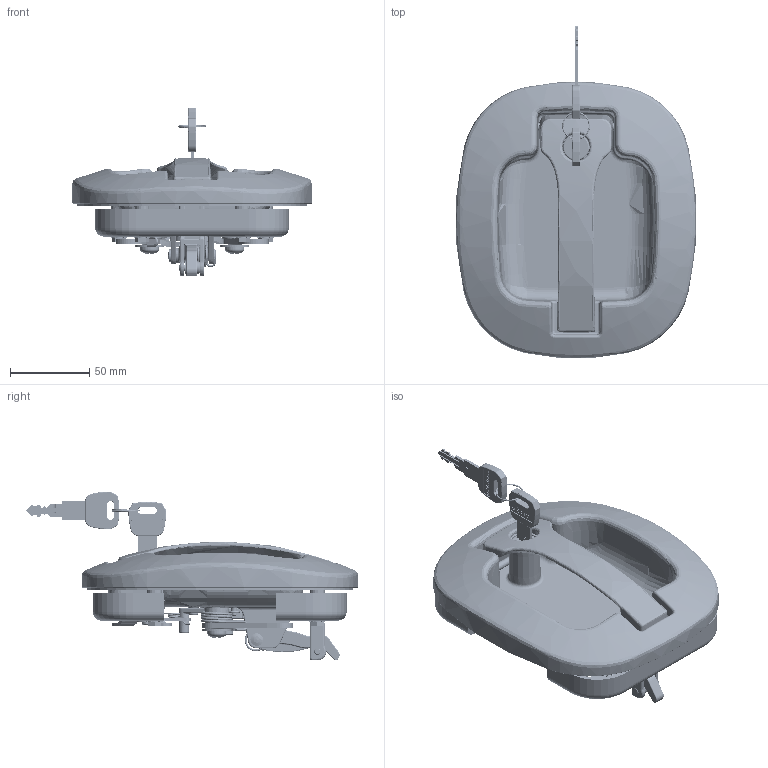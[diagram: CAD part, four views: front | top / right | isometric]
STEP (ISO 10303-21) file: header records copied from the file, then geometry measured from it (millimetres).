
FILE_DESCRIPTION(/* description */ (''),/* implementation_level */ '2;1');
FILE_NAME(/* name */ '11-21100-A.stp',/* time_stamp */ '2016-09-01T13:41:19-04:00',/* author */ ('fredp'),/* organization */ ('Eberhard Manufacturing Company'),/* preprocessor_version */ 'ST-DEVELOPER v16.5',/* originating_system */ 'Autodesk Inventor 2017',/* authorisation */ '');
FILE_SCHEMA (('AUTOMOTIVE_DESIGN { 1 0 10303 214 3 1 1 }'));
Products named in the file (1): 11-21100-A
Bounding box: 151.47 x 209.92 x 106.85 mm (x, y, z)
Volume: 42967.3 mm3; surface area: 192613.8 mm2
Topology: 30 solids, 76 shells, 4143 faces, 11027 edges, 6975 vertices
Faces by surface type: plane 1724, cylinder 983, bspline 732, cone 320, torus 318, sphere 66
Full cylindrical faces by diameter (mm): 1.067 x3, 1.295 x6, 1.626 x4, 3.238 x1, 3.451 x96, 3.48 x1, 3.658 x1, 3.969 x1, 4.305 x1, 4.343 x68, 4.366 x1, 4.699 x2, 4.762 x1, 4.803 x36, 4.826 x4, 4.915 x1, 4.917 x16, 4.94 x2, 4.953 x4, 5.298 x1, 5.605 x2, 5.715 x4, 5.944 x2, 6.299 x1, 6.35 x2, 6.731 x4, 6.76 x2, 7.925 x2, 7.938 x1, 7.95 x4
Entity records: 144212 total; most frequent: CARTESIAN_POINT 45276, ORIENTED_EDGE 20078, DIRECTION 18781, EDGE_CURVE 10026, AXIS2_PLACEMENT_3D 6845, VERTEX_POINT 6660, LINE 5091, VECTOR 5091
